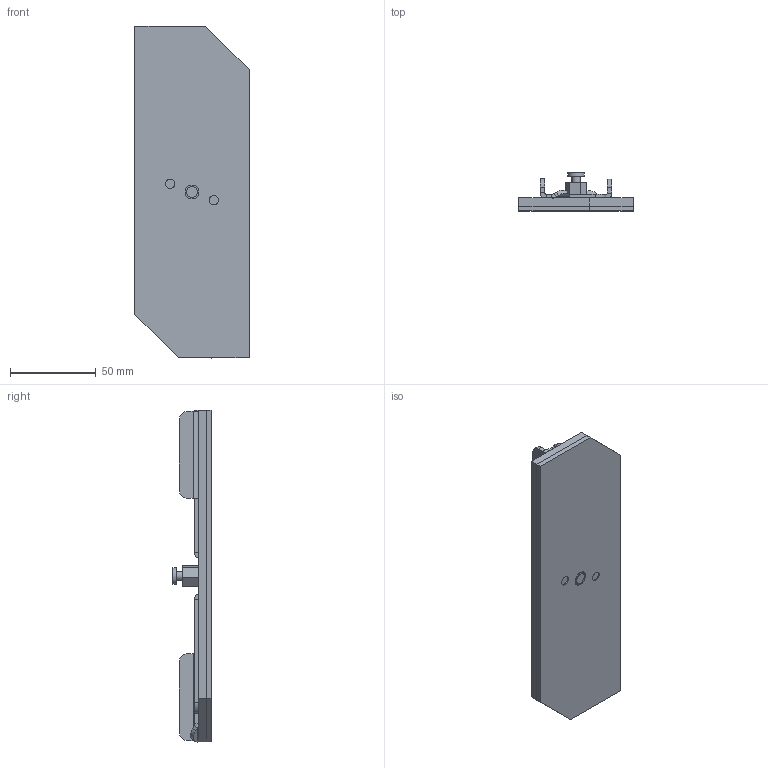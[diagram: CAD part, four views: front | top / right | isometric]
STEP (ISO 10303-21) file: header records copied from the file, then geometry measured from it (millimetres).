
FILE_DESCRIPTION(/* description */ (''),/* implementation_level */ '2;1');
FILE_NAME(/* name */ 'LJW8QRSP.stp',/* time_stamp */ '2017-04-12T17:49:14+05:00',/* author */ ('vdas'),/* organization */ (''),/* preprocessor_version */ 'ST-DEVELOPER v16.1',/* originating_system */ 'Autodesk Inventor 2016',/* authorisation */ '');
FILE_SCHEMA (('AUTOMOTIVE_DESIGN { 1 0 10303 214 3 1 1 }'));
Length unit declared in the file: inch
Products named in the file (6): LJW8QRSP_btmplt; LJW8QRSP_topplt; LJW8QRSP_gasket; 34945; 31430; LJW8QRSP
Assembly tree (5 placements, depth 2):
  LJW8QRSP
    LJW8QRSP_btmplt
    LJW8QRSP_topplt
    LJW8QRSP_gasket
    34945
    31430
Bounding box: 66.67 x 22.19 x 193.68 mm (x, y, z)
Volume: 104334.1 mm3; surface area: 67879.2 mm2
Topology: 5 solids, 5 shells, 260 faces, 665 edges, 423 vertices
Faces by surface type: plane 176, cylinder 76, bspline 4, torus 3, cone 1
Full cylindrical faces by diameter (mm): 4.762 x1, 5.461 x4, 5.556 x2, 6.35 x4, 8.56 x1, 8.731 x1, 9.525 x1
Entity records: 8222 total; most frequent: CARTESIAN_POINT 1715, DIRECTION 1356, ORIENTED_EDGE 1292, EDGE_CURVE 646, LINE 454, VECTOR 454, AXIS2_PLACEMENT_3D 451, VERTEX_POINT 422
